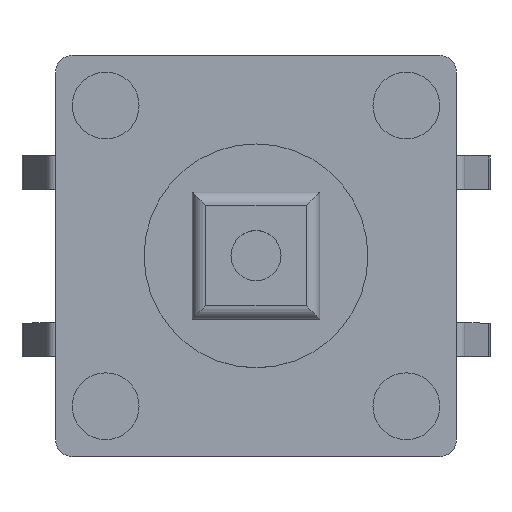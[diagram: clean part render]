
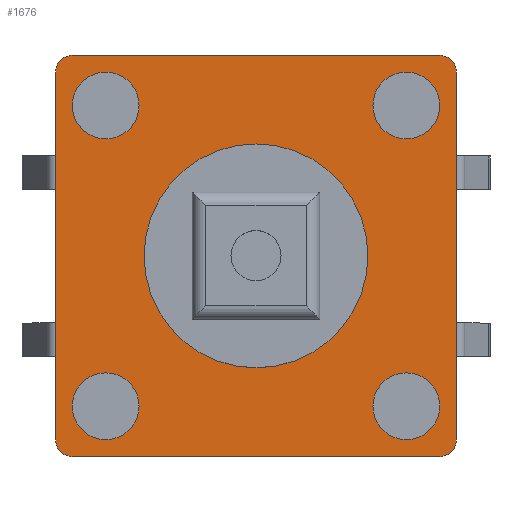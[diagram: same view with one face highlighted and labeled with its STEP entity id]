
A CAD part, top view. The second image highlights one B-rep face of the part: STEP entity #1676.
In plain terms, the highlighted planar face has unit normal (0, 0, 1).
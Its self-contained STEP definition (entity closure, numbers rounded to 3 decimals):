
#41=CIRCLE('',#1799,0.5);
#43=CIRCLE('',#1803,0.5);
#45=CIRCLE('',#1807,0.5);
#47=CIRCLE('',#1811,0.5);
#130=FACE_OUTER_BOUND('',#235,.T.);
#235=EDGE_LOOP('',(#1141,#1142,#1143,#1144,#1145,#1146,#1147,#1148));
#337=LINE('',#2475,#523);
#341=LINE('',#2487,#527);
#345=LINE('',#2499,#531);
#349=LINE('',#2511,#535);
#523=VECTOR('',#1963,10.);
#527=VECTOR('',#1975,10.);
#531=VECTOR('',#1987,10.);
#535=VECTOR('',#1999,10.);
#709=VERTEX_POINT('',#2472);
#710=VERTEX_POINT('',#2474);
#712=VERTEX_POINT('',#2480);
#714=VERTEX_POINT('',#2486);
#716=VERTEX_POINT('',#2492);
#718=VERTEX_POINT('',#2498);
#720=VERTEX_POINT('',#2504);
#722=VERTEX_POINT('',#2510);
#869=EDGE_CURVE('',#710,#709,#337,.T.);
#872=EDGE_CURVE('',#712,#710,#41,.T.);
#875=EDGE_CURVE('',#714,#712,#341,.T.);
#878=EDGE_CURVE('',#716,#714,#43,.T.);
#881=EDGE_CURVE('',#718,#716,#345,.T.);
#884=EDGE_CURVE('',#720,#718,#45,.T.);
#887=EDGE_CURVE('',#722,#720,#349,.T.);
#890=EDGE_CURVE('',#709,#722,#47,.T.);
#1141=ORIENTED_EDGE('',*,*,#890,.T.);
#1142=ORIENTED_EDGE('',*,*,#887,.T.);
#1143=ORIENTED_EDGE('',*,*,#884,.T.);
#1144=ORIENTED_EDGE('',*,*,#881,.T.);
#1145=ORIENTED_EDGE('',*,*,#878,.T.);
#1146=ORIENTED_EDGE('',*,*,#875,.T.);
#1147=ORIENTED_EDGE('',*,*,#872,.T.);
#1148=ORIENTED_EDGE('',*,*,#869,.T.);
#1597=PLANE('',#1812);
#1676=ADVANCED_FACE('',(#130),#1597,.T.);
#1799=AXIS2_PLACEMENT_3D('',#2481,#1969,#1970);
#1803=AXIS2_PLACEMENT_3D('',#2493,#1981,#1982);
#1807=AXIS2_PLACEMENT_3D('',#2505,#1993,#1994);
#1811=AXIS2_PLACEMENT_3D('',#2515,#2005,#2006);
#1812=AXIS2_PLACEMENT_3D('',#2516,#2007,#2008);
#1963=DIRECTION('',(-1.,0.,0.));
#1969=DIRECTION('center_axis',(0.,0.,1.));
#1970=DIRECTION('ref_axis',(1.,0.,0.));
#1975=DIRECTION('',(0.,1.,0.));
#1981=DIRECTION('center_axis',(0.,0.,1.));
#1982=DIRECTION('ref_axis',(0.,-1.,0.));
#1987=DIRECTION('',(1.,0.,0.));
#1993=DIRECTION('center_axis',(0.,0.,1.));
#1994=DIRECTION('ref_axis',(-1.,0.,0.));
#1999=DIRECTION('',(0.,-1.,0.));
#2005=DIRECTION('center_axis',(0.,0.,1.));
#2006=DIRECTION('ref_axis',(0.,1.,0.));
#2007=DIRECTION('center_axis',(0.,0.,1.));
#2008=DIRECTION('ref_axis',(1.,0.,0.));
#2472=CARTESIAN_POINT('',(-5.5,6.,3.92));
#2474=CARTESIAN_POINT('',(5.5,6.,3.92));
#2475=CARTESIAN_POINT('',(-5.5,6.,3.92));
#2480=CARTESIAN_POINT('',(6.,5.5,3.92));
#2481=CARTESIAN_POINT('Origin',(5.5,5.5,3.92));
#2486=CARTESIAN_POINT('',(6.,-5.5,3.92));
#2487=CARTESIAN_POINT('',(6.,5.5,3.92));
#2492=CARTESIAN_POINT('',(5.5,-6.,3.92));
#2493=CARTESIAN_POINT('Origin',(5.5,-5.5,3.92));
#2498=CARTESIAN_POINT('',(-5.5,-6.,3.92));
#2499=CARTESIAN_POINT('',(5.5,-6.,3.92));
#2504=CARTESIAN_POINT('',(-6.,-5.5,3.92));
#2505=CARTESIAN_POINT('Origin',(-5.5,-5.5,3.92));
#2510=CARTESIAN_POINT('',(-6.,5.5,3.92));
#2511=CARTESIAN_POINT('',(-6.,-5.5,3.92));
#2515=CARTESIAN_POINT('Origin',(-5.5,5.5,3.92));
#2516=CARTESIAN_POINT('Origin',(0.,0.,3.92));
